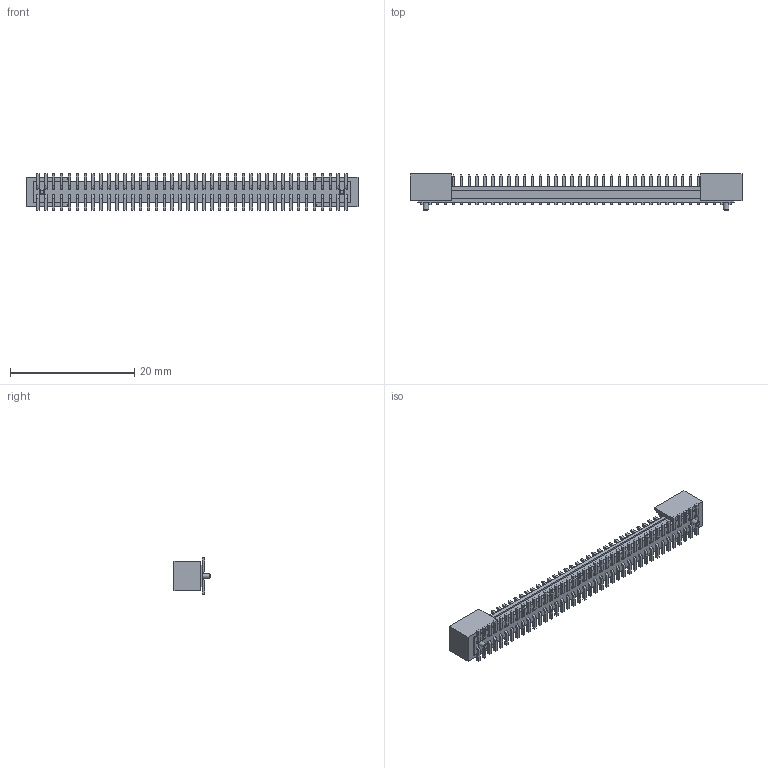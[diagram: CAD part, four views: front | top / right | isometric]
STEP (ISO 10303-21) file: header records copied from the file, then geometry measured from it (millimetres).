
FILE_DESCRIPTION( ( 'STEP AP214' ), '1' );
FILE_NAME( 'FTSH-140-02-L-DV-ES-A.stp', '2022-04-13T09:07:37', ( 'License CC BY-ND 4.0' ), ( 'CADENAS' ), ' ', 'PARTsolutions', ' ' );
FILE_SCHEMA( ( 'AUTOMOTIVE_DESIGN { 1 0 10303 214 1 1 1 1 }' ) );
Length unit declared in the file: inch
Products named in the file (5): FTSH-140-02-L-DV-ES-A; _FTSH-140-02-L-DV-ES-A_body; _FTSH-140-02-L-DV-ES-A_pins1; _FTSH-140-02-L-DV-ES-A_pins2; _FTSH-ES_shrouds
Assembly tree (5 placements, depth 2):
  FTSH-140-02-L-DV-ES-A
    _FTSH-140-02-L-DV-ES-A_body
    _FTSH-140-02-L-DV-ES-A_pins1
    _FTSH-140-02-L-DV-ES-A_pins2
    _FTSH-ES_shrouds  x2
Bounding box: 53.37 x 5.79 x 5.84 mm (x, y, z)
Volume: 669 mm3; surface area: 2436.5 mm2
Topology: 5 solids, 5 shells, 1658 faces, 4618 edges, 2972 vertices
Faces by surface type: plane 1574, cylinder 82, cone 2
Full cylindrical faces by diameter (mm): 0.889 x2
Entity records: 64676 total; most frequent: CARTESIAN_POINT 9148, ORIENTED_EDGE 9128, DIRECTION 8022, EDGE_CURVE 4564, LINE 4398, VECTOR 4398, VERTEX_POINT 2938, AXIS2_PLACEMENT_3D 1812
